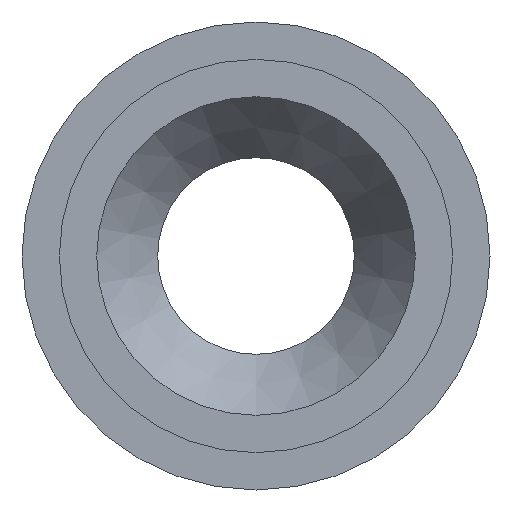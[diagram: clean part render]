
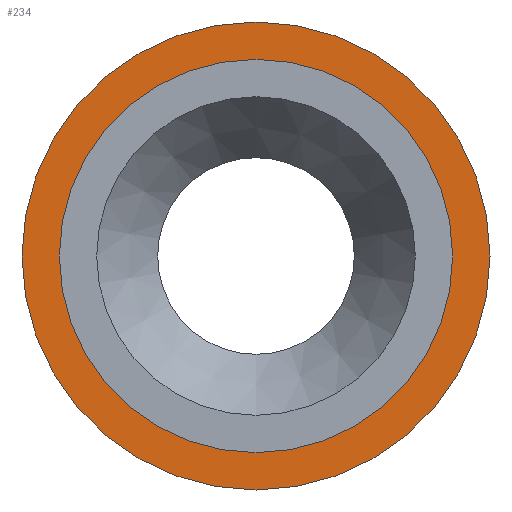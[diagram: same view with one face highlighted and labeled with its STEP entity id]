
A CAD part, front view. The second image highlights one B-rep face of the part: STEP entity #234.
In plain terms, the highlighted planar face has unit normal (0, -1, 0).
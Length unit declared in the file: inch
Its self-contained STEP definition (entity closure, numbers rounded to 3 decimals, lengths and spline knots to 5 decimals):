
#28 = DIRECTION ( 'NONE',  ( 0., -1., 0. ) ) ;
#53 = EDGE_LOOP ( 'NONE', ( #386 ) ) ;
#122 = CARTESIAN_POINT ( 'NONE',  ( 0., 1.5, -0.3937 ) ) ;
#126 = EDGE_LOOP ( 'NONE', ( #205 ) ) ;
#137 = VERTEX_POINT ( 'NONE', #344 ) ;
#169 = PLANE ( 'NONE',  #410 ) ;
#171 = FACE_BOUND ( 'NONE', #53, .T. ) ;
#182 = DIRECTION ( 'NONE',  ( 0., -1., 0. ) ) ;
#205 = ORIENTED_EDGE ( 'NONE', *, *, #334, .T. ) ;
#208 = AXIS2_PLACEMENT_3D ( 'NONE', #409, #182, #378 ) ;
#211 = DIRECTION ( 'NONE',  ( 0., -1., 0. ) ) ;
#218 = DIRECTION ( 'NONE',  ( 0., 0., -1. ) ) ;
#234 = ADVANCED_FACE ( 'NONE', ( #171, #375 ), #169, .T. ) ;
#250 = CARTESIAN_POINT ( 'NONE',  ( 0., 1.5, 0. ) ) ;
#257 = CIRCLE ( 'NONE', #208, 0.3937 ) ;
#276 = DIRECTION ( 'NONE',  ( 0., 0., -1. ) ) ;
#295 = AXIS2_PLACEMENT_3D ( 'NONE', #250, #28, #218 ) ;
#296 = CARTESIAN_POINT ( 'NONE',  ( 0.4311, 1.5, 0. ) ) ;
#310 = CIRCLE ( 'NONE', #295, 0.4685 ) ;
#334 = EDGE_CURVE ( 'NONE', #137, #137, #310, .T. ) ;
#344 = CARTESIAN_POINT ( 'NONE',  ( 0., 1.5, -0.4685 ) ) ;
#375 = FACE_OUTER_BOUND ( 'NONE', #126, .T. ) ;
#376 = VERTEX_POINT ( 'NONE', #122 ) ;
#378 = DIRECTION ( 'NONE',  ( 0., 0., -1. ) ) ;
#381 = EDGE_CURVE ( 'NONE', #376, #376, #257, .T. ) ;
#386 = ORIENTED_EDGE ( 'NONE', *, *, #381, .F. ) ;
#409 = CARTESIAN_POINT ( 'NONE',  ( 0., 1.5, 0. ) ) ;
#410 = AXIS2_PLACEMENT_3D ( 'NONE', #296, #211, #276 ) ;
